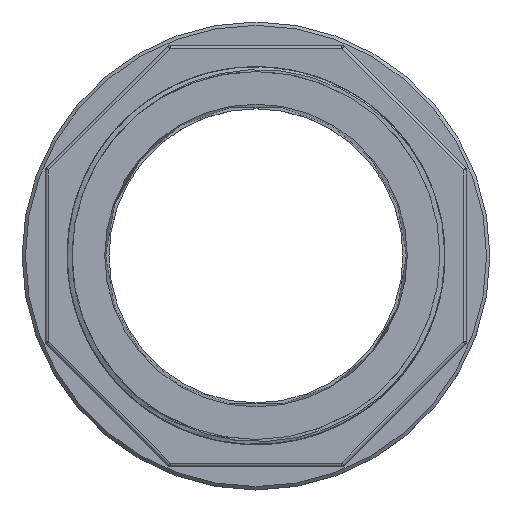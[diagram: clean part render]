
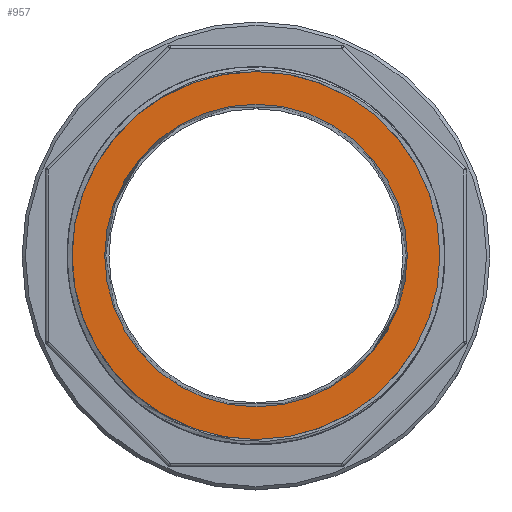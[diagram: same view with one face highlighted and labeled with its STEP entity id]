
A CAD part, top view. The second image highlights one B-rep face of the part: STEP entity #957.
In plain terms, the highlighted planar face has unit normal (0, 0, 1).
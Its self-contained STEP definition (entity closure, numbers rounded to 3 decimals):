
#726=FACE_BOUND('',#1739,.T.);
#727=FACE_BOUND('',#1740,.T.);
#833=CIRCLE('',#5734,45.275);
#834=CIRCLE('',#5735,55.036);
#957=ADVANCED_FACE('',(#726,#727),#1289,.T.);
#1289=PLANE('',#5736);
#1739=EDGE_LOOP('',(#2145));
#1740=EDGE_LOOP('',(#2146));
#2145=ORIENTED_EDGE('',*,*,#4281,.F.);
#2146=ORIENTED_EDGE('',*,*,#4282,.F.);
#3749=VERTEX_POINT('',#7196);
#3750=VERTEX_POINT('',#7198);
#4281=EDGE_CURVE('',#3749,#3749,#833,.T.);
#4282=EDGE_CURVE('',#3750,#3750,#834,.T.);
#5734=AXIS2_PLACEMENT_3D('',#7195,#6106,#6107);
#5735=AXIS2_PLACEMENT_3D('',#7197,#6108,#6109);
#5736=AXIS2_PLACEMENT_3D('',#7199,#6110,#6111);
#6106=DIRECTION('',(0.,0.,1.));
#6107=DIRECTION('',(1.,0.,0.));
#6108=DIRECTION('',(0.,0.,-1.));
#6109=DIRECTION('',(1.,0.,0.));
#6110=DIRECTION('',(0.,0.,1.));
#6111=DIRECTION('',(1.,0.,0.));
#7195=CARTESIAN_POINT('',(0.,306.,112.));
#7196=CARTESIAN_POINT('',(45.275,306.,112.));
#7197=CARTESIAN_POINT('',(0.,306.,112.));
#7198=CARTESIAN_POINT('',(55.036,306.,112.));
#7199=CARTESIAN_POINT('',(0.,306.,112.));
